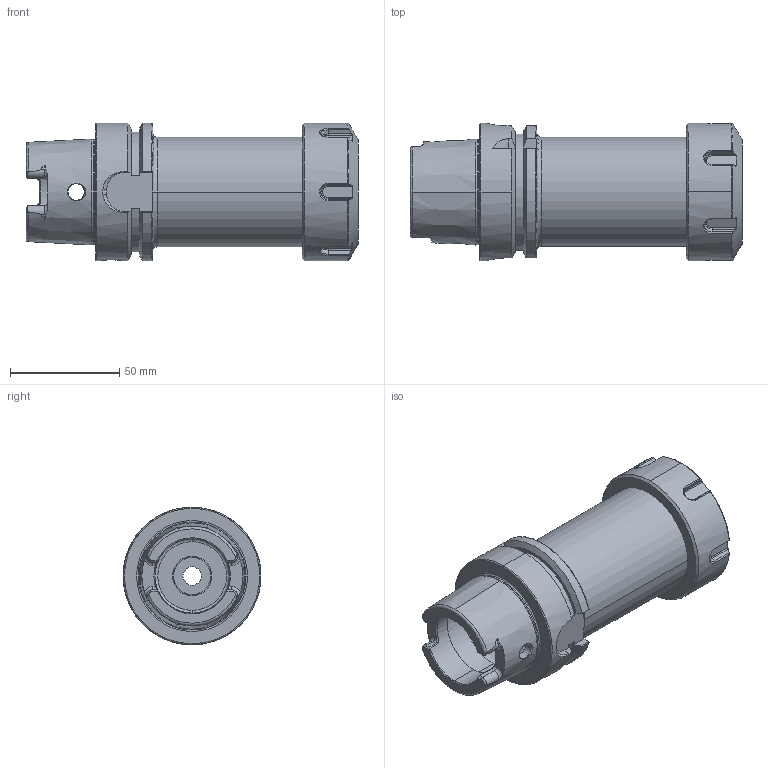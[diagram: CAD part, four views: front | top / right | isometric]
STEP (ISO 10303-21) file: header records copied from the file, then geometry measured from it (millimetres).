
FILE_DESCRIPTION((''),'2;1');
FILE_NAME('BQ018_HSK63A-ER40-4_72_ASM','2018-10-18T11:33:17',('user'),(''),'CREO PARAMETRIC BY PTC INC, 2018100','CREO PARAMETRIC BY PTC INC, 2018100','');
FILE_SCHEMA(('CONFIG_CONTROL_DESIGN'));
Length unit declared in the file: millimetre
Products named in the file (3): BQ018_HSK63A-ER40-4_72-HOLDER; ER40NUT_3D_20170424; BQ018_HSK63A-ER40-4_72_ASM
Assembly tree (2 placements, depth 2):
  BQ018_HSK63A-ER40-4_72_ASM
    BQ018_HSK63A-ER40-4_72-HOLDER
    ER40NUT_3D_20170424
Bounding box: 152 x 63.12 x 63 mm (x, y, z)
Volume: 212666.2 mm3; surface area: 57010.9 mm2
Topology: 2 solids, 4 shells, 270 faces, 676 edges, 420 vertices
Faces by surface type: plane 95, cylinder 77, cone 53, torus 35, bspline 10
Entity records: 9517 total; most frequent: CARTESIAN_POINT 3100, ORIENTED_EDGE 1344, DIRECTION 1306, EDGE_CURVE 676, AXIS2_PLACEMENT_3D 514, VERTEX_POINT 420, EDGE_LOOP 288, VECTOR 278
